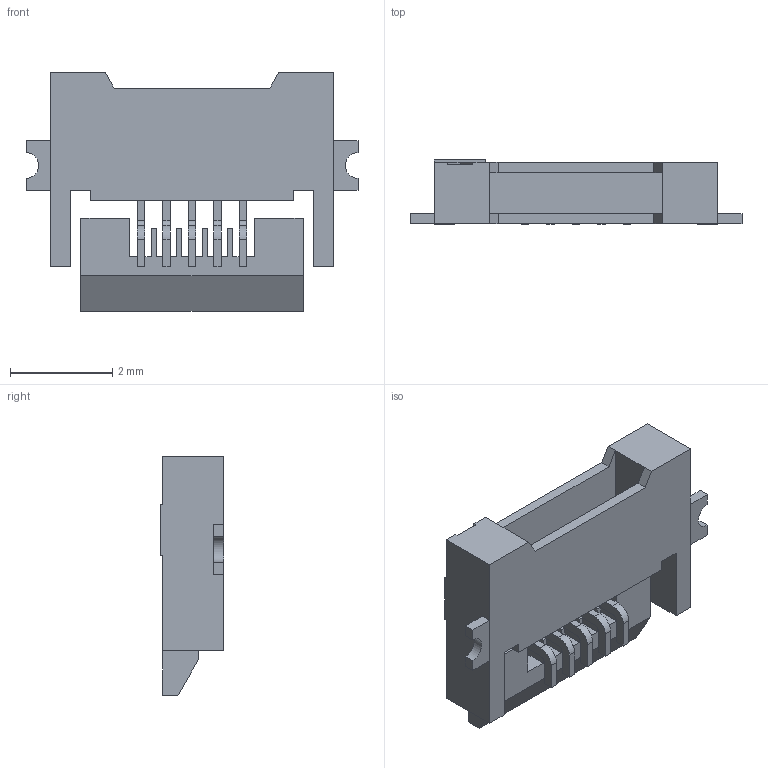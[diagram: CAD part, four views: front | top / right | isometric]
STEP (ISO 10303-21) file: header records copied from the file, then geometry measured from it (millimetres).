
FILE_DESCRIPTION(/* description */ ('STEP AP242','CAx-IF Rec.Pracs.---Representation and Presentation of Product Manufacturing Information (PMI)---4.0---2014-10-13','CAx-IF Rec.Pracs.---3D Tessellated Geometry---0.4---2014-09-14','2;1'),/* implementation_level */ '2;1');
FILE_NAME(/* name */ '66145ac01403114b74212e76',/* time_stamp */ '2024-04-08T20:59:45Z',/* author */ (''),/* organization */ (''),/* preprocessor_version */ 'ST-DEVELOPER v20',/* originating_system */ ' ',/* authorisation */ ' ');
FILE_SCHEMA (('AP242_MANAGED_MODEL_BASED_3D_ENGINEERING_MIM_LF { 1 0 10303 442 1 1 4 }'));
Length unit declared in the file: metre
Products named in the file (9): Part 1; Part 2; Part 3; Part 4; Part 5; Part 6; Part 7; Part 8; Part 9
Bounding box: 6.5 x 1.25 x 4.67 mm (x, y, z)
Volume: 16.4 mm3; surface area: 103.5 mm2
Topology: 9 solids, 9 shells, 191 faces, 509 edges, 338 vertices
Faces by surface type: plane 143, bspline 26, cylinder 22
Entity records: 6184 total; most frequent: CARTESIAN_POINT 1333, ORIENTED_EDGE 1018, DIRECTION 849, EDGE_CURVE 509, LINE 413, VECTOR 413, VERTEX_POINT 338, AXIS2_PLACEMENT_3D 218
